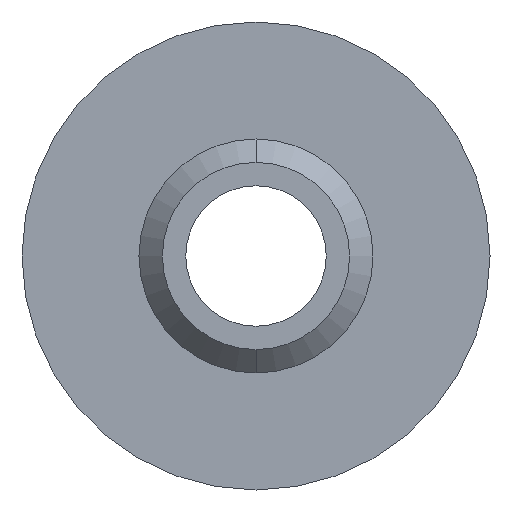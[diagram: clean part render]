
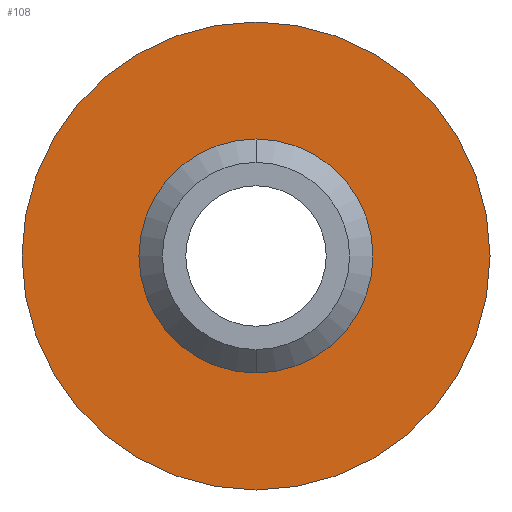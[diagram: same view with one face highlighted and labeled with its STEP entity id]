
A CAD part, front view. The second image highlights one B-rep face of the part: STEP entity #108.
In plain terms, the highlighted planar face has unit normal (0, -1, 0).
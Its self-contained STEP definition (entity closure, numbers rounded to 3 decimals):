
#7 = EDGE_LOOP ( 'NONE', ( #265, #365 ) ) ;
#15 = CARTESIAN_POINT ( 'NONE',  ( 0., 0., 0. ) ) ;
#39 = CARTESIAN_POINT ( 'NONE',  ( 0., 0., 10. ) ) ;
#41 = DIRECTION ( 'NONE',  ( 0., 1., 0. ) ) ;
#50 = VERTEX_POINT ( 'NONE', #111 ) ;
#70 = FACE_OUTER_BOUND ( 'NONE', #449, .T. ) ;
#81 = DIRECTION ( 'NONE',  ( 0., 0., -1. ) ) ;
#108 = ADVANCED_FACE ( 'NONE', ( #219, #70 ), #529, .F. ) ;
#111 = CARTESIAN_POINT ( 'NONE',  ( 0., 0., -10. ) ) ;
#115 = CIRCLE ( 'NONE', #489, 20. ) ;
#129 = EDGE_CURVE ( 'NONE', #561, #139, #167, .T. ) ;
#133 = AXIS2_PLACEMENT_3D ( 'NONE', #15, #273, #283 ) ;
#139 = VERTEX_POINT ( 'NONE', #162 ) ;
#159 = DIRECTION ( 'NONE',  ( 0., -1., 0. ) ) ;
#162 = CARTESIAN_POINT ( 'NONE',  ( 0., 0., -20. ) ) ;
#167 = CIRCLE ( 'NONE', #651, 20. ) ;
#191 = EDGE_CURVE ( 'NONE', #50, #198, #510, .T. ) ;
#198 = VERTEX_POINT ( 'NONE', #39 ) ;
#214 = CARTESIAN_POINT ( 'NONE',  ( 0., 0., 0. ) ) ;
#219 = FACE_BOUND ( 'NONE', #7, .T. ) ;
#229 = ORIENTED_EDGE ( 'NONE', *, *, #605, .F. ) ;
#232 = CARTESIAN_POINT ( 'NONE',  ( 0., 0., 0. ) ) ;
#265 = ORIENTED_EDGE ( 'NONE', *, *, #324, .F. ) ;
#272 = DIRECTION ( 'NONE',  ( 0., 0., -1. ) ) ;
#273 = DIRECTION ( 'NONE',  ( 0., 1., 0. ) ) ;
#283 = DIRECTION ( 'NONE',  ( 0., 0., 1. ) ) ;
#289 = CARTESIAN_POINT ( 'NONE',  ( 0., 0., 0. ) ) ;
#307 = ORIENTED_EDGE ( 'NONE', *, *, #129, .F. ) ;
#324 = EDGE_CURVE ( 'NONE', #198, #50, #488, .T. ) ;
#365 = ORIENTED_EDGE ( 'NONE', *, *, #191, .F. ) ;
#424 = DIRECTION ( 'NONE',  ( 0., 1., 0. ) ) ;
#443 = CARTESIAN_POINT ( 'NONE',  ( 0., 0., 20. ) ) ;
#449 = EDGE_LOOP ( 'NONE', ( #229, #307 ) ) ;
#466 = AXIS2_PLACEMENT_3D ( 'NONE', #477, #159, #272 ) ;
#477 = CARTESIAN_POINT ( 'NONE',  ( 0., 0., 0. ) ) ;
#488 = CIRCLE ( 'NONE', #466, 10. ) ;
#489 = AXIS2_PLACEMENT_3D ( 'NONE', #289, #41, #588 ) ;
#510 = CIRCLE ( 'NONE', #541, 10. ) ;
#529 = PLANE ( 'NONE',  #133 ) ;
#541 = AXIS2_PLACEMENT_3D ( 'NONE', #232, #643, #81 ) ;
#561 = VERTEX_POINT ( 'NONE', #443 ) ;
#576 = DIRECTION ( 'NONE',  ( 0., 0., 1. ) ) ;
#588 = DIRECTION ( 'NONE',  ( 0., 0., 1. ) ) ;
#605 = EDGE_CURVE ( 'NONE', #139, #561, #115, .T. ) ;
#643 = DIRECTION ( 'NONE',  ( 0., -1., 0. ) ) ;
#651 = AXIS2_PLACEMENT_3D ( 'NONE', #214, #424, #576 ) ;
